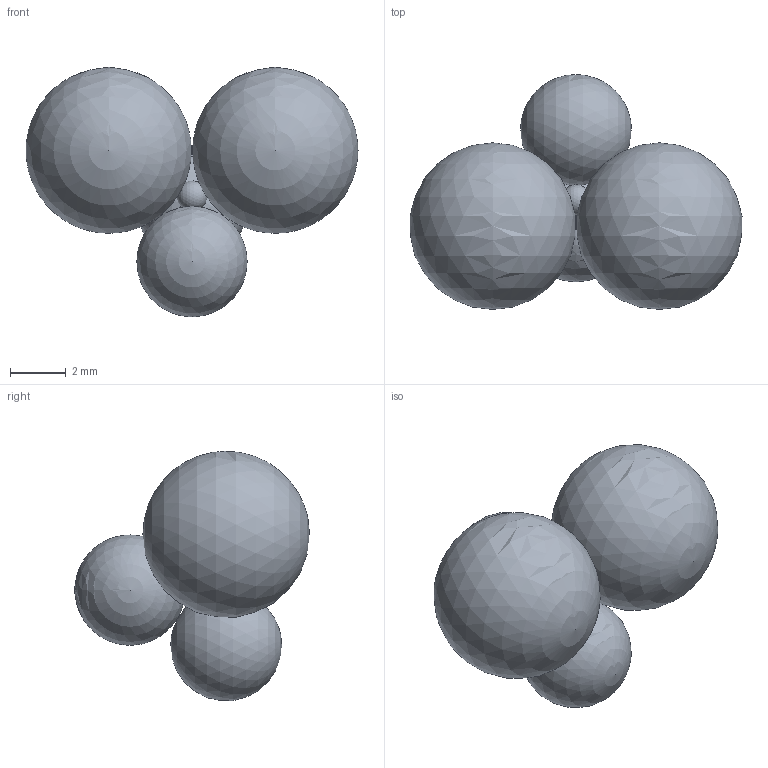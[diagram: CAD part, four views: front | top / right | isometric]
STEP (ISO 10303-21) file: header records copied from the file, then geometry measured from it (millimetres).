
FILE_DESCRIPTION(/* description */ (''),/* implementation_level */ '2;1');
FILE_NAME(/* name */ 'DQDD.stp',/* time_stamp */ '2024-07-20T10:51:20+08:00',/* author */ ('dell'),/* organization */ (''),/* preprocessor_version */ 'ST-DEVELOPER v20',/* originating_system */ 'Autodesk Inventor 2024',/* authorisation */ '');
FILE_SCHEMA (('AUTOMOTIVE_DESIGN { 1 0 10303 214 3 1 1 }'));
Length unit declared in the file: millimetre
Products named in the file (1): 多球堆叠-1
Bounding box: 11.96 x 8.46 x 8.99 mm (x, y, z)
Volume: 293.9 mm3; surface area: 330.5 mm2
Topology: 5 solids, 5 shells, 5 faces, 16 edges, 12 vertices
Faces by surface type: sphere 5
Entity records: 184 total; most frequent: DIRECTION 24, CARTESIAN_POINT 24, ORIENTED_EDGE 12, AXIS2_PLACEMENT_3D 12, VERTEX_POINT 11, CIRCLE 6, EDGE_CURVE 6, STYLED_ITEM 5
